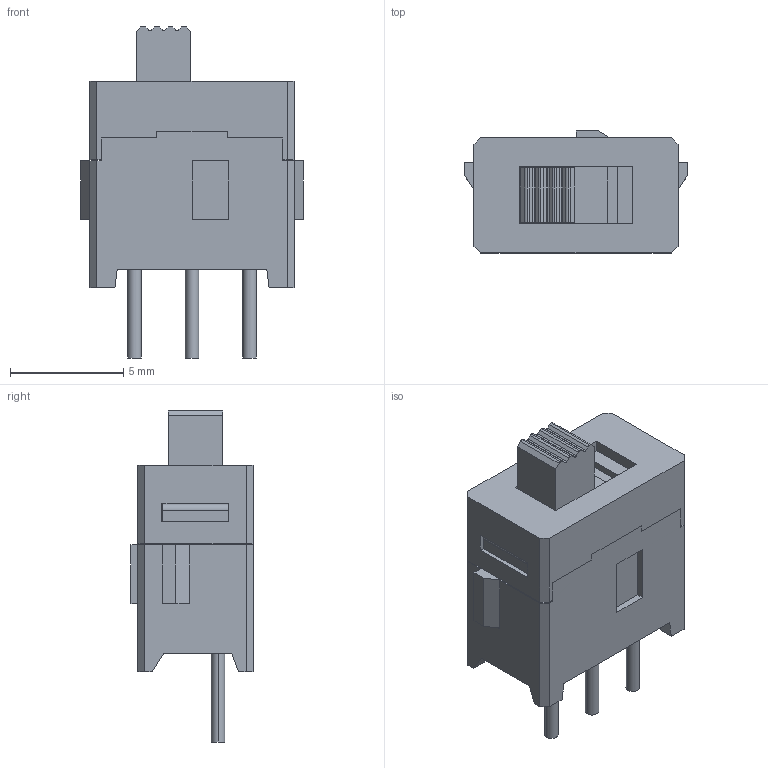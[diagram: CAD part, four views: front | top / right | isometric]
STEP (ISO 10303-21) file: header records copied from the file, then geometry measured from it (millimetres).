
FILE_DESCRIPTION(('STEP AP242'),'1');
FILE_NAME('as-12ap.stp','2022-04-26T11:46:28',('TraceParts'),('TraceParts S.A.'),'Spatial InterOp 3D',' ',' ');
FILE_SCHEMA(('AP242_MANAGED_MODEL_BASED_3D_ENGINEERING_MIM_LF {1 0 10303 442 1 1 4}'));
Length unit declared in the file: millimetre
Products named in the file (1): as-12ap
Bounding box: 9.8 x 5.38 x 14.64 mm (x, y, z)
Volume: 380.1 mm3; surface area: 497.9 mm2
Topology: 1 solids, 1 shells, 149 faces, 411 edges, 272 vertices
Faces by surface type: plane 127, cylinder 22
Entity records: 4708 total; most frequent: CARTESIAN_POINT 833, ORIENTED_EDGE 822, DIRECTION 755, EDGE_CURVE 411, LINE 367, VECTOR 367, VERTEX_POINT 272, AXIS2_PLACEMENT_3D 194
